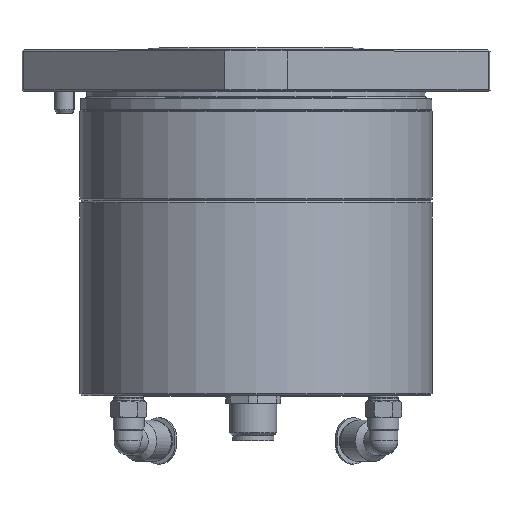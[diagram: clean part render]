
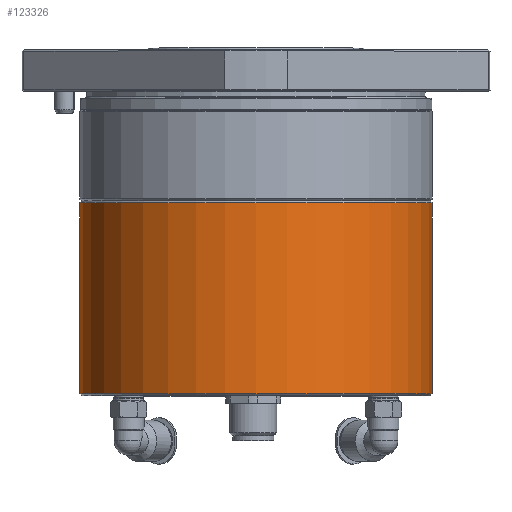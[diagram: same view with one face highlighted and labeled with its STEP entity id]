
A CAD part, top view. The second image highlights one B-rep face of the part: STEP entity #123326.
In plain terms, the highlighted cylindrical face has radius 44.9 mm (diameter 89.8 mm), a full revolution.
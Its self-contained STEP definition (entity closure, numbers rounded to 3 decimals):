
#11092 = CARTESIAN_POINT ( 'NONE',  ( 0., -32., 0. ) ) ;
#12153 = VERTEX_POINT ( 'NONE', #81819 ) ;
#13309 = AXIS2_PLACEMENT_3D ( 'NONE', #11092, #90640, #63958 ) ;
#28342 = CYLINDRICAL_SURFACE ( 'NONE', #153726, 44.9 ) ;
#35705 = CARTESIAN_POINT ( 'NONE',  ( 0., 26.973, 0. ) ) ;
#36054 = CARTESIAN_POINT ( 'NONE',  ( 0., -80.7, 0. ) ) ;
#56532 = ORIENTED_EDGE ( 'NONE', *, *, #128500, .T. ) ;
#63958 = DIRECTION ( 'NONE',  ( 0., 0., 1. ) ) ;
#66697 = CIRCLE ( 'NONE', #13309, 44.9 ) ;
#81819 = CARTESIAN_POINT ( 'NONE',  ( 0., -80.7, -44.9 ) ) ;
#86408 = EDGE_LOOP ( 'NONE', ( #135776 ) ) ;
#90640 = DIRECTION ( 'NONE',  ( 0., -1., 0. ) ) ;
#107690 = EDGE_CURVE ( 'NONE', #175409, #175409, #66697, .T. ) ;
#114571 = DIRECTION ( 'NONE',  ( 0., 0., 1. ) ) ;
#115395 = FACE_OUTER_BOUND ( 'NONE', #156723, .T. ) ;
#119610 = DIRECTION ( 'NONE',  ( 0., 0., -1. ) ) ;
#119651 = FACE_OUTER_BOUND ( 'NONE', #86408, .T. ) ;
#123326 = ADVANCED_FACE ( 'NONE', ( #115395, #119651 ), #28342, .T. ) ;
#128500 = EDGE_CURVE ( 'NONE', #12153, #12153, #155406, .T. ) ;
#130544 = DIRECTION ( 'NONE',  ( 0., 1., 0. ) ) ;
#135776 = ORIENTED_EDGE ( 'NONE', *, *, #107690, .T. ) ;
#148141 = CARTESIAN_POINT ( 'NONE',  ( 0., -32., 44.9 ) ) ;
#153726 = AXIS2_PLACEMENT_3D ( 'NONE', #35705, #130544, #114571 ) ;
#155406 = CIRCLE ( 'NONE', #168986, 44.9 ) ;
#156723 = EDGE_LOOP ( 'NONE', ( #56532 ) ) ;
#168986 = AXIS2_PLACEMENT_3D ( 'NONE', #36054, #172938, #119610 ) ;
#172938 = DIRECTION ( 'NONE',  ( 0., 1., 0. ) ) ;
#175409 = VERTEX_POINT ( 'NONE', #148141 ) ;
